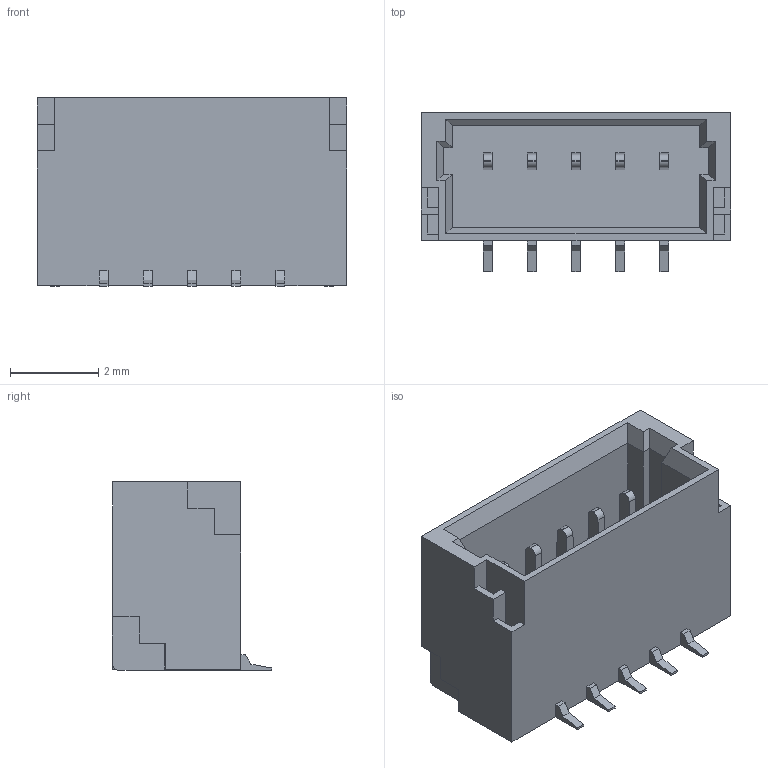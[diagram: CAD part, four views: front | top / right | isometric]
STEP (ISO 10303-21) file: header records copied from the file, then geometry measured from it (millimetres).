
FILE_DESCRIPTION (( 'STEP AP214' ), '1' );
FILE_NAME ('CONN-SMD_SR1.00-LS-5P.step', '2022-08-08T03:32:55', ( '' ), ( '' ), 'SwSTEP 2.0', 'SolidWorks 2020', '' );
FILE_SCHEMA (( 'AUTOMOTIVE_DESIGN' ));
Length unit declared in the file: millimetre
Products named in the file (1): CONN-SMD_SR1.00-LS-5P
Bounding box: 7 x 3.61 x 4.26 mm (x, y, z)
Volume: 43.8 mm3; surface area: 206.6 mm2
Topology: 14 solids, 14 shells, 446 faces, 1199 edges, 794 vertices
Faces by surface type: plane 322, bspline 112, cylinder 12
Entity records: 20052 total; most frequent: CARTESIAN_POINT 4544, ORIENTED_EDGE 2398, DIRECTION 1665, EDGE_CURVE 1199, LINE 947, VECTOR 947, VERTEX_POINT 794, EDGE_LOOP 471
